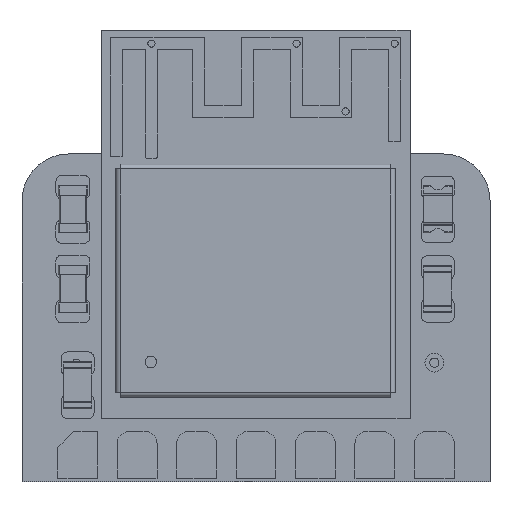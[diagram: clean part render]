
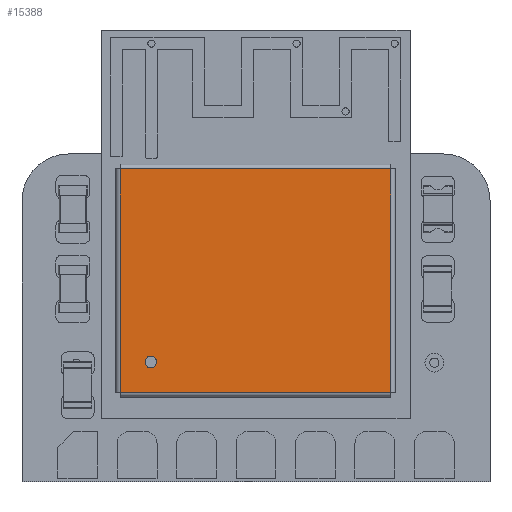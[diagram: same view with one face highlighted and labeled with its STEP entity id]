
A CAD part, top view. The second image highlights one B-rep face of the part: STEP entity #15388.
In plain terms, the highlighted face is planar.
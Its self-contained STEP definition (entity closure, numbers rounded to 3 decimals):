
#14929 = VERTEX_POINT('',#14930);
#14930 = CARTESIAN_POINT('',(-4.475,1.6,3.725));
#14936 = EDGE_CURVE('',#14937,#14929,#14939,.T.);
#14937 = VERTEX_POINT('',#14938);
#14938 = CARTESIAN_POINT('',(-4.475,1.6,3.225));
#14939 = CIRCLE('',#14940,0.25);
#14940 = AXIS2_PLACEMENT_3D('',#14941,#14942,#14943);
#14941 = CARTESIAN_POINT('',(-4.475,1.6,3.475));
#14942 = DIRECTION('',(0.,1.,0.));
#14943 = DIRECTION('',(0.,-0.,1.));
#15388 = ADVANCED_FACE('',(#15389,#15423),#15433,.T.);
#15389 = FACE_BOUND('',#15390,.T.);
#15390 = EDGE_LOOP('',(#15391,#15401,#15409,#15417));
#15391 = ORIENTED_EDGE('',*,*,#15392,.T.);
#15392 = EDGE_CURVE('',#15393,#15395,#15397,.T.);
#15393 = VERTEX_POINT('',#15394);
#15394 = CARTESIAN_POINT('',(5.775,1.6,-4.775));
#15395 = VERTEX_POINT('',#15396);
#15396 = CARTESIAN_POINT('',(-5.775,1.6,-4.775));
#15397 = LINE('',#15398,#15399);
#15398 = CARTESIAN_POINT('',(-5.975,1.6,-4.775));
#15399 = VECTOR('',#15400,1.);
#15400 = DIRECTION('',(-1.,0.,0.));
#15401 = ORIENTED_EDGE('',*,*,#15402,.T.);
#15402 = EDGE_CURVE('',#15395,#15403,#15405,.T.);
#15403 = VERTEX_POINT('',#15404);
#15404 = CARTESIAN_POINT('',(-5.775,1.6,4.775));
#15405 = LINE('',#15406,#15407);
#15406 = CARTESIAN_POINT('',(-5.775,1.6,4.975));
#15407 = VECTOR('',#15408,1.);
#15408 = DIRECTION('',(0.,0.,1.));
#15409 = ORIENTED_EDGE('',*,*,#15410,.T.);
#15410 = EDGE_CURVE('',#15403,#15411,#15413,.T.);
#15411 = VERTEX_POINT('',#15412);
#15412 = CARTESIAN_POINT('',(5.775,1.6,4.775));
#15413 = LINE('',#15414,#15415);
#15414 = CARTESIAN_POINT('',(5.975,1.6,4.775));
#15415 = VECTOR('',#15416,1.);
#15416 = DIRECTION('',(1.,0.,0.));
#15417 = ORIENTED_EDGE('',*,*,#15418,.T.);
#15418 = EDGE_CURVE('',#15411,#15393,#15419,.T.);
#15419 = LINE('',#15420,#15421);
#15420 = CARTESIAN_POINT('',(5.775,1.6,-4.975));
#15421 = VECTOR('',#15422,1.);
#15422 = DIRECTION('',(0.,0.,-1.));
#15423 = FACE_BOUND('',#15424,.T.);
#15424 = EDGE_LOOP('',(#15425,#15432));
#15425 = ORIENTED_EDGE('',*,*,#15426,.F.);
#15426 = EDGE_CURVE('',#14929,#14937,#15427,.T.);
#15427 = CIRCLE('',#15428,0.25);
#15428 = AXIS2_PLACEMENT_3D('',#15429,#15430,#15431);
#15429 = CARTESIAN_POINT('',(-4.475,1.6,3.475));
#15430 = DIRECTION('',(0.,1.,0.));
#15431 = DIRECTION('',(0.,-0.,1.));
#15432 = ORIENTED_EDGE('',*,*,#14936,.F.);
#15433 = PLANE('',#15434);
#15434 = AXIS2_PLACEMENT_3D('',#15435,#15436,#15437);
#15435 = CARTESIAN_POINT('',(0.,1.6,0.));
#15436 = DIRECTION('',(-0.,1.,0.));
#15437 = DIRECTION('',(1.,0.,0.));
